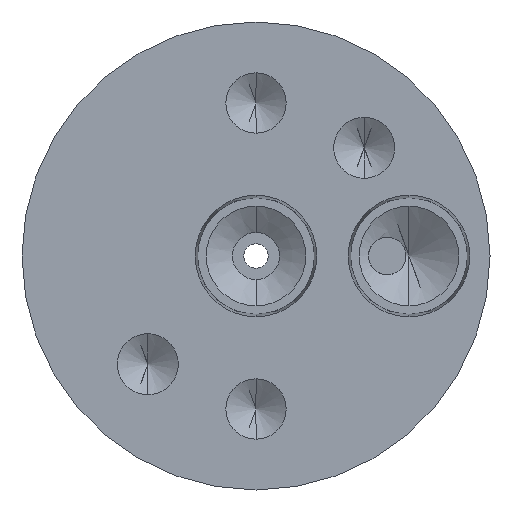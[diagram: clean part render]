
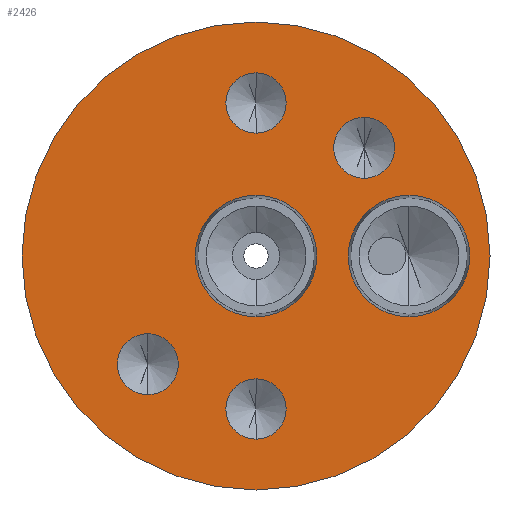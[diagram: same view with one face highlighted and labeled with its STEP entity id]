
A CAD part, front view. The second image highlights one B-rep face of the part: STEP entity #2426.
In plain terms, the highlighted planar face has unit normal (0, -1, 0).
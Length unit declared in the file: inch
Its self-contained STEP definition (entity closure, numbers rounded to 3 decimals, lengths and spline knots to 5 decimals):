
#101 = EDGE_LOOP ( 'NONE', ( #2223, #144 ) ) ;
#103 = CIRCLE ( 'NONE', #1116, 0.78 ) ;
#105 = EDGE_CURVE ( 'NONE', #1660, #318, #563, .T. ) ;
#115 = CARTESIAN_POINT ( 'NONE',  ( 0.51, -0.625, -0.20251 ) ) ;
#136 = ORIENTED_EDGE ( 'NONE', *, *, #105, .F. ) ;
#144 = ORIENTED_EDGE ( 'NONE', *, *, #1324, .F. ) ;
#165 = DIRECTION ( 'NONE',  ( 0., 0., 1. ) ) ;
#221 = CARTESIAN_POINT ( 'NONE',  ( 0., -0.625, 0. ) ) ;
#224 = VERTEX_POINT ( 'NONE', #1268 ) ;
#231 = EDGE_CURVE ( 'NONE', #318, #1660, #1573, .T. ) ;
#252 = EDGE_CURVE ( 'NONE', #301, #699, #2066, .T. ) ;
#301 = VERTEX_POINT ( 'NONE', #1687 ) ;
#318 = VERTEX_POINT ( 'NONE', #1749 ) ;
#321 = CARTESIAN_POINT ( 'NONE',  ( 0., -0.625, -0.4095 ) ) ;
#324 = ORIENTED_EDGE ( 'NONE', *, *, #252, .F. ) ;
#347 = FACE_BOUND ( 'NONE', #354, .T. ) ;
#354 = EDGE_LOOP ( 'NONE', ( #418, #1083 ) ) ;
#360 = CARTESIAN_POINT ( 'NONE',  ( 0.51, -0.625, 0. ) ) ;
#413 = DIRECTION ( 'NONE',  ( 0., -1., 0. ) ) ;
#418 = ORIENTED_EDGE ( 'NONE', *, *, #2036, .F. ) ;
#422 = DIRECTION ( 'NONE',  ( 0., 0., -1. ) ) ;
#428 = ORIENTED_EDGE ( 'NONE', *, *, #3378, .F. ) ;
#440 = EDGE_LOOP ( 'NONE', ( #2040, #1634 ) ) ;
#442 = EDGE_CURVE ( 'NONE', #699, #301, #3189, .T. ) ;
#457 = AXIS2_PLACEMENT_3D ( 'NONE', #2359, #1503, #2977 ) ;
#460 = EDGE_LOOP ( 'NONE', ( #1254, #2050 ) ) ;
#487 = AXIS2_PLACEMENT_3D ( 'NONE', #2582, #2830, #3710 ) ;
#495 = EDGE_CURVE ( 'NONE', #2854, #1871, #1149, .T. ) ;
#500 = CIRCLE ( 'NONE', #2268, 0.10156 ) ;
#563 = CIRCLE ( 'NONE', #1721, 0.1005 ) ;
#569 = CARTESIAN_POINT ( 'NONE',  ( -0.78, -0.625, 0. ) ) ;
#582 = EDGE_LOOP ( 'NONE', ( #136, #2307 ) ) ;
#598 = DIRECTION ( 'NONE',  ( 0., -1., 0. ) ) ;
#655 = CARTESIAN_POINT ( 'NONE',  ( 0.36062, -0.625, 0.36062 ) ) ;
#686 = CARTESIAN_POINT ( 'NONE',  ( -0.36062, -0.625, -0.46219 ) ) ;
#687 = AXIS2_PLACEMENT_3D ( 'NONE', #1492, #3590, #1833 ) ;
#699 = VERTEX_POINT ( 'NONE', #115 ) ;
#704 = CIRCLE ( 'NONE', #3217, 0.10156 ) ;
#722 = DIRECTION ( 'NONE',  ( 0., 0., -1. ) ) ;
#737 = CARTESIAN_POINT ( 'NONE',  ( 0., -0.625, 0.78 ) ) ;
#743 = CARTESIAN_POINT ( 'NONE',  ( -0.36062, -0.625, -0.36062 ) ) ;
#803 = DIRECTION ( 'NONE',  ( 0., 0., -1. ) ) ;
#849 = CIRCLE ( 'NONE', #3120, 0.10156 ) ;
#951 = FACE_BOUND ( 'NONE', #460, .T. ) ;
#989 = CIRCLE ( 'NONE', #3624, 0.1005 ) ;
#1083 = ORIENTED_EDGE ( 'NONE', *, *, #2642, .F. ) ;
#1086 = VERTEX_POINT ( 'NONE', #1308 ) ;
#1092 = DIRECTION ( 'NONE',  ( 0., -1., 0. ) ) ;
#1096 = DIRECTION ( 'NONE',  ( 0., -1., 0. ) ) ;
#1116 = AXIS2_PLACEMENT_3D ( 'NONE', #221, #2233, #165 ) ;
#1131 = DIRECTION ( 'NONE',  ( 0., 0., -1. ) ) ;
#1145 = FACE_BOUND ( 'NONE', #582, .T. ) ;
#1149 = CIRCLE ( 'NONE', #487, 0.2025 ) ;
#1177 = ORIENTED_EDGE ( 'NONE', *, *, #2474, .F. ) ;
#1204 = DIRECTION ( 'NONE',  ( 0., 0., -1. ) ) ;
#1218 = CIRCLE ( 'NONE', #2083, 0.10156 ) ;
#1254 = ORIENTED_EDGE ( 'NONE', *, *, #1881, .F. ) ;
#1263 = VERTEX_POINT ( 'NONE', #686 ) ;
#1268 = CARTESIAN_POINT ( 'NONE',  ( 0.36062, -0.625, 0.46219 ) ) ;
#1286 = CARTESIAN_POINT ( 'NONE',  ( 0.51, -0.625, 0. ) ) ;
#1308 = CARTESIAN_POINT ( 'NONE',  ( -0.36062, -0.625, -0.25906 ) ) ;
#1324 = EDGE_CURVE ( 'NONE', #224, #2560, #849, .T. ) ;
#1335 = VERTEX_POINT ( 'NONE', #1853 ) ;
#1376 = VERTEX_POINT ( 'NONE', #737 ) ;
#1492 = CARTESIAN_POINT ( 'NONE',  ( 0., -0.625, 0. ) ) ;
#1503 = DIRECTION ( 'NONE',  ( 0., -1., 0. ) ) ;
#1510 = AXIS2_PLACEMENT_3D ( 'NONE', #1286, #2189, #722 ) ;
#1516 = DIRECTION ( 'NONE',  ( 0., 0., -1. ) ) ;
#1573 = CIRCLE ( 'NONE', #3730, 0.1005 ) ;
#1594 = EDGE_LOOP ( 'NONE', ( #2760, #324 ) ) ;
#1618 = DIRECTION ( 'NONE',  ( 0., 0., -1. ) ) ;
#1634 = ORIENTED_EDGE ( 'NONE', *, *, #3260, .F. ) ;
#1660 = VERTEX_POINT ( 'NONE', #3447 ) ;
#1666 = DIRECTION ( 'NONE',  ( 0., -1., 0. ) ) ;
#1687 = CARTESIAN_POINT ( 'NONE',  ( 0.51, -0.625, 0.20251 ) ) ;
#1721 = AXIS2_PLACEMENT_3D ( 'NONE', #2009, #1666, #3186 ) ;
#1737 = DIRECTION ( 'NONE',  ( 0., -1., 0. ) ) ;
#1749 = CARTESIAN_POINT ( 'NONE',  ( 0., -0.625, 0.6105 ) ) ;
#1776 = CIRCLE ( 'NONE', #2279, 0.2025 ) ;
#1797 = DIRECTION ( 'NONE',  ( 0., 0., -1. ) ) ;
#1807 = DIRECTION ( 'NONE',  ( 0., 0., -1. ) ) ;
#1833 = DIRECTION ( 'NONE',  ( 0., 0., 1. ) ) ;
#1853 = CARTESIAN_POINT ( 'NONE',  ( 0., -0.625, -0.6105 ) ) ;
#1871 = VERTEX_POINT ( 'NONE', #3167 ) ;
#1881 = EDGE_CURVE ( 'NONE', #1871, #2854, #1776, .T. ) ;
#2009 = CARTESIAN_POINT ( 'NONE',  ( 0., -0.625, 0.51 ) ) ;
#2036 = EDGE_CURVE ( 'NONE', #1335, #2615, #989, .T. ) ;
#2040 = ORIENTED_EDGE ( 'NONE', *, *, #3055, .F. ) ;
#2050 = ORIENTED_EDGE ( 'NONE', *, *, #495, .F. ) ;
#2066 = CIRCLE ( 'NONE', #3063, 0.20251 ) ;
#2083 = AXIS2_PLACEMENT_3D ( 'NONE', #743, #1092, #1131 ) ;
#2103 = FACE_BOUND ( 'NONE', #440, .T. ) ;
#2108 = CIRCLE ( 'NONE', #457, 0.1005 ) ;
#2136 = DIRECTION ( 'NONE',  ( 0., -1., 0. ) ) ;
#2189 = DIRECTION ( 'NONE',  ( 0., -1., 0. ) ) ;
#2223 = ORIENTED_EDGE ( 'NONE', *, *, #2404, .F. ) ;
#2233 = DIRECTION ( 'NONE',  ( 0., 1., 0. ) ) ;
#2268 = AXIS2_PLACEMENT_3D ( 'NONE', #2551, #1096, #803 ) ;
#2279 = AXIS2_PLACEMENT_3D ( 'NONE', #2660, #598, #1797 ) ;
#2307 = ORIENTED_EDGE ( 'NONE', *, *, #231, .F. ) ;
#2331 = CIRCLE ( 'NONE', #687, 0.78 ) ;
#2359 = CARTESIAN_POINT ( 'NONE',  ( 0., -0.625, -0.51 ) ) ;
#2384 = EDGE_LOOP ( 'NONE', ( #1177, #428 ) ) ;
#2404 = EDGE_CURVE ( 'NONE', #2560, #224, #704, .T. ) ;
#2426 = ADVANCED_FACE ( 'NONE', ( #3000, #2103, #3199, #1145, #347, #951, #3492 ), #3285, .T. ) ;
#2452 = DIRECTION ( 'NONE',  ( 0., -1., 0. ) ) ;
#2474 = EDGE_CURVE ( 'NONE', #1376, #2868, #103, .T. ) ;
#2551 = CARTESIAN_POINT ( 'NONE',  ( -0.36062, -0.625, -0.36062 ) ) ;
#2560 = VERTEX_POINT ( 'NONE', #3530 ) ;
#2582 = CARTESIAN_POINT ( 'NONE',  ( 0., -0.625, 0. ) ) ;
#2615 = VERTEX_POINT ( 'NONE', #321 ) ;
#2634 = CARTESIAN_POINT ( 'NONE',  ( 0., -0.625, 0.2025 ) ) ;
#2642 = EDGE_CURVE ( 'NONE', #2615, #1335, #2108, .T. ) ;
#2660 = CARTESIAN_POINT ( 'NONE',  ( 0., -0.625, 0. ) ) ;
#2668 = CARTESIAN_POINT ( 'NONE',  ( 0., -0.625, 0.51 ) ) ;
#2760 = ORIENTED_EDGE ( 'NONE', *, *, #442, .F. ) ;
#2774 = CARTESIAN_POINT ( 'NONE',  ( 0.36062, -0.625, 0.36062 ) ) ;
#2788 = DIRECTION ( 'NONE',  ( 0., 0., -1. ) ) ;
#2830 = DIRECTION ( 'NONE',  ( 0., -1., 0. ) ) ;
#2854 = VERTEX_POINT ( 'NONE', #2634 ) ;
#2868 = VERTEX_POINT ( 'NONE', #3268 ) ;
#2917 = AXIS2_PLACEMENT_3D ( 'NONE', #569, #1737, #1618 ) ;
#2977 = DIRECTION ( 'NONE',  ( 0., 0., -1. ) ) ;
#3000 = FACE_BOUND ( 'NONE', #101, .T. ) ;
#3055 = EDGE_CURVE ( 'NONE', #1263, #1086, #500, .T. ) ;
#3063 = AXIS2_PLACEMENT_3D ( 'NONE', #360, #3621, #1516 ) ;
#3120 = AXIS2_PLACEMENT_3D ( 'NONE', #2774, #2452, #422 ) ;
#3167 = CARTESIAN_POINT ( 'NONE',  ( 0., -0.625, -0.2025 ) ) ;
#3186 = DIRECTION ( 'NONE',  ( 0., 0., -1. ) ) ;
#3189 = CIRCLE ( 'NONE', #1510, 0.20251 ) ;
#3199 = FACE_BOUND ( 'NONE', #1594, .T. ) ;
#3217 = AXIS2_PLACEMENT_3D ( 'NONE', #655, #3320, #1807 ) ;
#3260 = EDGE_CURVE ( 'NONE', #1086, #1263, #1218, .T. ) ;
#3268 = CARTESIAN_POINT ( 'NONE',  ( 0., -0.625, -0.78 ) ) ;
#3285 = PLANE ( 'NONE',  #2917 ) ;
#3320 = DIRECTION ( 'NONE',  ( 0., -1., 0. ) ) ;
#3362 = CARTESIAN_POINT ( 'NONE',  ( 0., -0.625, -0.51 ) ) ;
#3378 = EDGE_CURVE ( 'NONE', #2868, #1376, #2331, .T. ) ;
#3447 = CARTESIAN_POINT ( 'NONE',  ( 0., -0.625, 0.4095 ) ) ;
#3492 = FACE_OUTER_BOUND ( 'NONE', #2384, .T. ) ;
#3530 = CARTESIAN_POINT ( 'NONE',  ( 0.36062, -0.625, 0.25906 ) ) ;
#3590 = DIRECTION ( 'NONE',  ( 0., 1., 0. ) ) ;
#3621 = DIRECTION ( 'NONE',  ( 0., -1., 0. ) ) ;
#3624 = AXIS2_PLACEMENT_3D ( 'NONE', #3362, #413, #2788 ) ;
#3710 = DIRECTION ( 'NONE',  ( 0., 0., -1. ) ) ;
#3730 = AXIS2_PLACEMENT_3D ( 'NONE', #2668, #2136, #1204 ) ;
